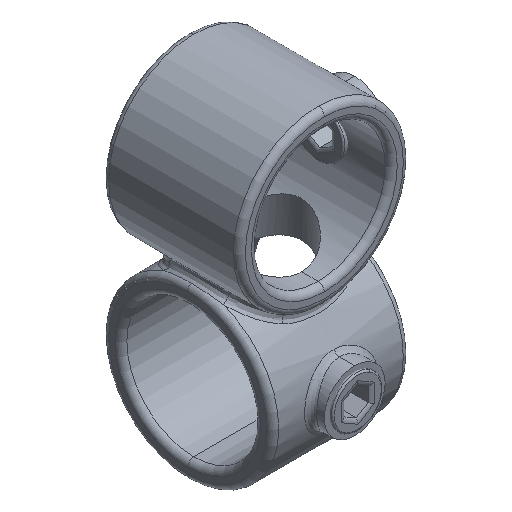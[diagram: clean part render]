
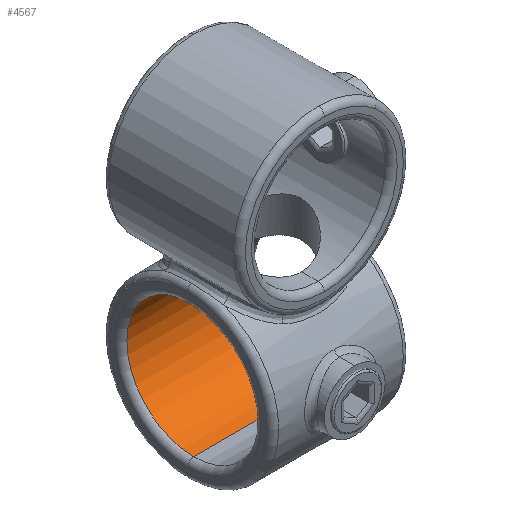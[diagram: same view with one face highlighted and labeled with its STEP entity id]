
A CAD part, isometric view. The second image highlights one B-rep face of the part: STEP entity #4567.
In plain terms, the highlighted cylindrical face has radius 22 mm (diameter 44 mm), a partial arc.
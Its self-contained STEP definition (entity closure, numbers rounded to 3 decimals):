
#3 = CYLINDRICAL_SURFACE ( 'NONE', #4406, 22. ) ;
#52 = VECTOR ( 'NONE', #595, 1000. ) ;
#62 = CARTESIAN_POINT ( 'NONE',  ( 15., 0., -28. ) ) ;
#86 = CARTESIAN_POINT ( 'NONE',  ( -12.667, 8.048, -29.52 ) ) ;
#101 = LINE ( 'NONE', #613, #52 ) ;
#102 = CARTESIAN_POINT ( 'NONE',  ( -7.568, 12.96, -32.22 ) ) ;
#104 = CARTESIAN_POINT ( 'NONE',  ( -12.92, 7.636, -29.363 ) ) ;
#109 = VECTOR ( 'NONE', #640, 1000. ) ;
#124 = CARTESIAN_POINT ( 'NONE',  ( -13.389, 6.78, -29.066 ) ) ;
#140 = CARTESIAN_POINT ( 'NONE',  ( -13.606, 6.333, -28.926 ) ) ;
#148 = LINE ( 'NONE', #614, #109 ) ;
#149 = CARTESIAN_POINT ( 'NONE',  ( -15., 0., -28. ) ) ;
#158 = CARTESIAN_POINT ( 'NONE',  ( -14.188, 4.968, -28.547 ) ) ;
#174 = CARTESIAN_POINT ( 'NONE',  ( -14.487, 4.018, -28.347 ) ) ;
#193 = CARTESIAN_POINT ( 'NONE',  ( -14.794, 2.528, -28.14 ) ) ;
#210 = CARTESIAN_POINT ( 'NONE',  ( -14.872, 2.021, -28.087 ) ) ;
#223 = CARTESIAN_POINT ( 'NONE',  ( -14.974, 1.012, -28.017 ) ) ;
#237 = CARTESIAN_POINT ( 'NONE',  ( -15., 0.506, -28. ) ) ;
#254 = ORIENTED_EDGE ( 'NONE', *, *, #2622, .T. ) ;
#353 = VECTOR ( 'NONE', #3100, 1000. ) ;
#356 = LINE ( 'NONE', #3077, #353 ) ;
#421 = EDGE_CURVE ( 'NONE', #1529, #2732, #356, .T. ) ;
#527 = CARTESIAN_POINT ( 'NONE',  ( -15., 0., -28. ) ) ;
#595 = DIRECTION ( 'NONE',  ( -1., 0., 0. ) ) ;
#613 = CARTESIAN_POINT ( 'NONE',  ( 22.5, 0., -28. ) ) ;
#614 = CARTESIAN_POINT ( 'NONE',  ( 22.5, 0., -28. ) ) ;
#640 = DIRECTION ( 'NONE',  ( -1., 0., 0. ) ) ;
#724 = EDGE_CURVE ( 'NONE', #3414, #1641, #148, .T. ) ;
#730 = EDGE_CURVE ( 'NONE', #1569, #3846, #101, .T. ) ;
#803 = CARTESIAN_POINT ( 'NONE',  ( -20.5, 0., -72. ) ) ;
#996 = AXIS2_PLACEMENT_3D ( 'NONE', #1173, #1167, #1161 ) ;
#1111 = B_SPLINE_CURVE_WITH_KNOTS ( 'NONE', 3,
 ( #527, #237, #223, #210, #193, #174, #158, #140, #124, #104, #86, #3447, #3465, #3052, #2813, #1729, #1614, #1189, #102, #4446, #4437, #4411, #4145, #4131, #4115, #3872, #3853, #3835, #3822, #3803, #3517, #3503, #3488, #3426, #3150, #3133, #3114, #3097, #2796, #2783, #2766, #2449, #2435, #2400, #2084, #2070, #2057, #2038, #1709, #1691, #1671, #1647, #1300, #1284, #1247, #1225 ),
 .UNSPECIFIED., .F., .F.,
 ( 4, 2, 2, 2, 2, 2, 2, 2, 2, 2, 2, 2, 2, 2, 2, 2, 2, 2, 2, 2, 2, 2, 2, 2, 2, 2, 2, 4 ),
 ( 0.049, 0.05, 0.052, 0.055, 0.056, 0.058, 0.059, 0.061, 0.064, 0.065, 0.067, 0.068, 0.07, 0.073, 0.074, 0.076, 0.077, 0.079, 0.082, 0.083, 0.085, 0.086, 0.088, 0.091, 0.093, 0.094, 0.096, 0.097 ),
 .UNSPECIFIED. ) ;
#1112 = DIRECTION ( 'NONE',  ( 0., 0., 1. ) ) ;
#1146 = DIRECTION ( 'NONE',  ( -1., 0., 0. ) ) ;
#1161 = DIRECTION ( 'NONE',  ( 0., 0., -1. ) ) ;
#1167 = DIRECTION ( 'NONE',  ( -1., 0., 0. ) ) ;
#1173 = CARTESIAN_POINT ( 'NONE',  ( -20.5, 0., -50. ) ) ;
#1181 = CARTESIAN_POINT ( 'NONE',  ( 22.5, 0., -50. ) ) ;
#1189 = CARTESIAN_POINT ( 'NONE',  ( -7.978, 12.711, -32.041 ) ) ;
#1225 = CARTESIAN_POINT ( 'NONE',  ( 15., 0., -28. ) ) ;
#1247 = CARTESIAN_POINT ( 'NONE',  ( 15., 0.514, -28. ) ) ;
#1284 = CARTESIAN_POINT ( 'NONE',  ( 14.974, 1.025, -28.018 ) ) ;
#1285 = EDGE_CURVE ( 'NONE', #3414, #3846, #1111, .T. ) ;
#1289 = CIRCLE ( 'NONE', #996, 22. ) ;
#1300 = CARTESIAN_POINT ( 'NONE',  ( 14.87, 2.034, -28.088 ) ) ;
#1529 = VERTEX_POINT ( 'NONE', #2329 ) ;
#1569 = VERTEX_POINT ( 'NONE', #2148 ) ;
#1614 = CARTESIAN_POINT ( 'NONE',  ( -9.16, 11.916, -31.495 ) ) ;
#1641 = VERTEX_POINT ( 'NONE', #1787 ) ;
#1647 = CARTESIAN_POINT ( 'NONE',  ( 14.793, 2.534, -28.141 ) ) ;
#1671 = CARTESIAN_POINT ( 'NONE',  ( 14.589, 3.524, -28.278 ) ) ;
#1691 = CARTESIAN_POINT ( 'NONE',  ( 14.461, 4.017, -28.364 ) ) ;
#1709 = CARTESIAN_POINT ( 'NONE',  ( 14.16, 4.974, -28.564 ) ) ;
#1729 = CARTESIAN_POINT ( 'NONE',  ( -9.889, 11.319, -31.12 ) ) ;
#1778 = AXIS2_PLACEMENT_3D ( 'NONE', #2098, #2097, #2091 ) ;
#1787 = CARTESIAN_POINT ( 'NONE',  ( -20.5, 0., -28. ) ) ;
#1924 = CIRCLE ( 'NONE', #1778, 22. ) ;
#2038 = CARTESIAN_POINT ( 'NONE',  ( 13.988, 5.437, -28.677 ) ) ;
#2057 = CARTESIAN_POINT ( 'NONE',  ( 13.412, 6.787, -29.052 ) ) ;
#2070 = CARTESIAN_POINT ( 'NONE',  ( 12.949, 7.633, -29.349 ) ) ;
#2084 = CARTESIAN_POINT ( 'NONE',  ( 12.136, 8.828, -29.844 ) ) ;
#2091 = DIRECTION ( 'NONE',  ( 0., 0., -1. ) ) ;
#2097 = DIRECTION ( 'NONE',  ( 1., 0., 0. ) ) ;
#2098 = CARTESIAN_POINT ( 'NONE',  ( 20.5, 0., -50. ) ) ;
#2148 = CARTESIAN_POINT ( 'NONE',  ( 20.5, 0., -28. ) ) ;
#2241 = EDGE_CURVE ( 'NONE', #1529, #1569, #1924, .T. ) ;
#2329 = CARTESIAN_POINT ( 'NONE',  ( 20.5, 0., -72. ) ) ;
#2400 = CARTESIAN_POINT ( 'NONE',  ( 11.845, 9.216, -30.019 ) ) ;
#2435 = CARTESIAN_POINT ( 'NONE',  ( 11.234, 9.951, -30.375 ) ) ;
#2449 = CARTESIAN_POINT ( 'NONE',  ( 10.913, 10.302, -30.557 ) ) ;
#2488 = ORIENTED_EDGE ( 'NONE', *, *, #1285, .F. ) ;
#2622 = EDGE_CURVE ( 'NONE', #1641, #2732, #1289, .T. ) ;
#2732 = VERTEX_POINT ( 'NONE', #803 ) ;
#2766 = CARTESIAN_POINT ( 'NONE',  ( 10.243, 10.969, -30.926 ) ) ;
#2783 = CARTESIAN_POINT ( 'NONE',  ( 9.892, 11.286, -31.112 ) ) ;
#2796 = CARTESIAN_POINT ( 'NONE',  ( 9.161, 11.887, -31.485 ) ) ;
#2813 = CARTESIAN_POINT ( 'NONE',  ( -10.901, 10.315, -30.564 ) ) ;
#2922 = ORIENTED_EDGE ( 'NONE', *, *, #421, .F. ) ;
#3052 = CARTESIAN_POINT ( 'NONE',  ( -11.225, 9.961, -30.38 ) ) ;
#3077 = CARTESIAN_POINT ( 'NONE',  ( 22.5, 0., -72. ) ) ;
#3097 = CARTESIAN_POINT ( 'NONE',  ( 8.778, 12.172, -31.671 ) ) ;
#3100 = DIRECTION ( 'NONE',  ( -1., 0., 0. ) ) ;
#3113 = ORIENTED_EDGE ( 'NONE', *, *, #730, .T. ) ;
#3114 = CARTESIAN_POINT ( 'NONE',  ( 7.589, 12.974, -32.221 ) ) ;
#3133 = CARTESIAN_POINT ( 'NONE',  ( 6.75, 13.43, -32.568 ) ) ;
#3150 = CARTESIAN_POINT ( 'NONE',  ( 5.414, 13.997, -33.025 ) ) ;
#3252 = EDGE_LOOP ( 'NONE', ( #2922, #4467, #3113, #2488, #3274, #254 ) ) ;
#3274 = ORIENTED_EDGE ( 'NONE', *, *, #724, .T. ) ;
#3414 = VERTEX_POINT ( 'NONE', #149 ) ;
#3426 = CARTESIAN_POINT ( 'NONE',  ( 4.955, 14.167, -33.167 ) ) ;
#3447 = CARTESIAN_POINT ( 'NONE',  ( -12.126, 8.843, -29.851 ) ) ;
#3465 = CARTESIAN_POINT ( 'NONE',  ( -11.838, 9.225, -30.023 ) ) ;
#3488 = CARTESIAN_POINT ( 'NONE',  ( 4.006, 14.464, -33.422 ) ) ;
#3503 = CARTESIAN_POINT ( 'NONE',  ( 3.521, 14.59, -33.533 ) ) ;
#3517 = CARTESIAN_POINT ( 'NONE',  ( 2.54, 14.792, -33.714 ) ) ;
#3803 = CARTESIAN_POINT ( 'NONE',  ( 2.043, 14.869, -33.785 ) ) ;
#3822 = CARTESIAN_POINT ( 'NONE',  ( 1.033, 14.973, -33.881 ) ) ;
#3835 = CARTESIAN_POINT ( 'NONE',  ( 0.517, 15., -33.906 ) ) ;
#3846 = VERTEX_POINT ( 'NONE', #62 ) ;
#3853 = CARTESIAN_POINT ( 'NONE',  ( -1.017, 15., -33.907 ) ) ;
#3872 = CARTESIAN_POINT ( 'NONE',  ( -2.023, 14.897, -33.809 ) ) ;
#4115 = CARTESIAN_POINT ( 'NONE',  ( -3.508, 14.593, -33.536 ) ) ;
#4131 = CARTESIAN_POINT ( 'NONE',  ( -3.993, 14.467, -33.425 ) ) ;
#4145 = CARTESIAN_POINT ( 'NONE',  ( -4.934, 14.174, -33.173 ) ) ;
#4356 = FACE_OUTER_BOUND ( 'NONE', #3252, .T. ) ;
#4406 = AXIS2_PLACEMENT_3D ( 'NONE', #1181, #1146, #1112 ) ;
#4411 = CARTESIAN_POINT ( 'NONE',  ( -5.391, 14.006, -33.033 ) ) ;
#4437 = CARTESIAN_POINT ( 'NONE',  ( -6.284, 13.629, -32.728 ) ) ;
#4446 = CARTESIAN_POINT ( 'NONE',  ( -6.719, 13.42, -32.565 ) ) ;
#4467 = ORIENTED_EDGE ( 'NONE', *, *, #2241, .T. ) ;
#4567 = ADVANCED_FACE ( 'NONE', ( #4356 ), #3, .F. ) ;
